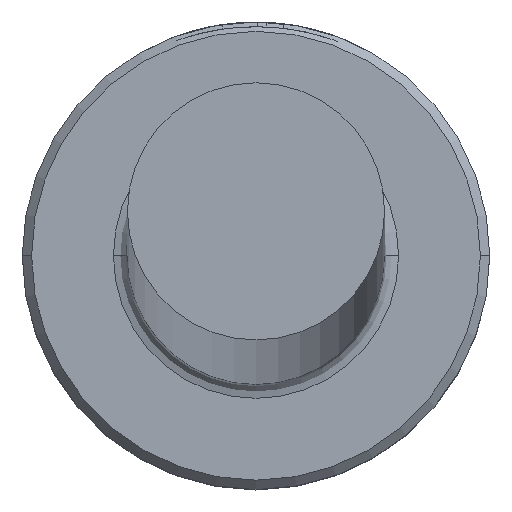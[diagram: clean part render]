
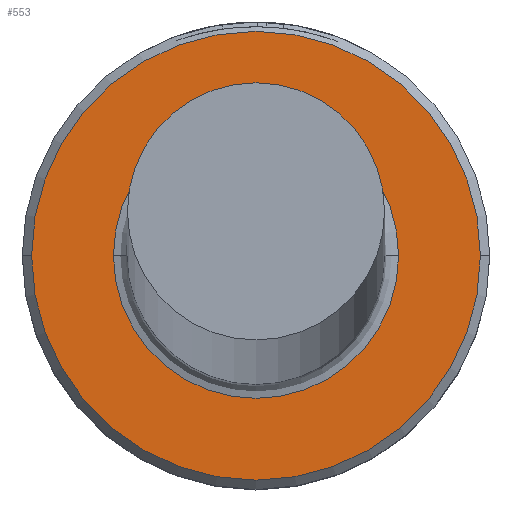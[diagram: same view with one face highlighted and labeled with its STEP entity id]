
A CAD part, top view. The second image highlights one B-rep face of the part: STEP entity #553.
In plain terms, the highlighted planar face has unit normal (0, 0, 1).
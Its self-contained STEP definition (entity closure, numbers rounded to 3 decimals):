
#7 = FACE_OUTER_BOUND ( 'NONE', #488, .T. ) ;
#21 = CARTESIAN_POINT ( 'NONE',  ( 3.05, 0., 6. ) ) ;
#41 = AXIS2_PLACEMENT_3D ( 'NONE', #626, #42, #716 ) ;
#42 = DIRECTION ( 'NONE',  ( 0., 0., -1. ) ) ;
#95 = DIRECTION ( 'NONE',  ( 1., 0., 0. ) ) ;
#103 = VERTEX_POINT ( 'NONE', #450 ) ;
#134 = EDGE_CURVE ( 'NONE', #953, #103, #228, .T. ) ;
#142 = CARTESIAN_POINT ( 'NONE',  ( 0., 0., 6. ) ) ;
#162 = AXIS2_PLACEMENT_3D ( 'NONE', #1149, #664, #95 ) ;
#164 = CARTESIAN_POINT ( 'NONE',  ( 0., 0., 6. ) ) ;
#169 = DIRECTION ( 'NONE',  ( 0., 0., 1. ) ) ;
#178 = DIRECTION ( 'NONE',  ( 1., 0., 0. ) ) ;
#189 = VERTEX_POINT ( 'NONE', #21 ) ;
#190 = CIRCLE ( 'NONE', #41, 3.05 ) ;
#228 = CIRCLE ( 'NONE', #607, 4.8 ) ;
#229 = VERTEX_POINT ( 'NONE', #1073 ) ;
#239 = DIRECTION ( 'NONE',  ( -1., 0., 0. ) ) ;
#315 = CIRCLE ( 'NONE', #735, 3.05 ) ;
#338 = PLANE ( 'NONE',  #1161 ) ;
#344 = ORIENTED_EDGE ( 'NONE', *, *, #408, .T. ) ;
#356 = FACE_BOUND ( 'NONE', #1036, .T. ) ;
#408 = EDGE_CURVE ( 'NONE', #103, #953, #1128, .T. ) ;
#435 = DIRECTION ( 'NONE',  ( 1., 0., 0. ) ) ;
#450 = CARTESIAN_POINT ( 'NONE',  ( 4.8, 0., 6. ) ) ;
#488 = EDGE_LOOP ( 'NONE', ( #1079, #344 ) ) ;
#523 = EDGE_CURVE ( 'NONE', #229, #189, #315, .T. ) ;
#553 = ADVANCED_FACE ( 'NONE', ( #7, #356 ), #338, .T. ) ;
#570 = ORIENTED_EDGE ( 'NONE', *, *, #523, .T. ) ;
#607 = AXIS2_PLACEMENT_3D ( 'NONE', #164, #169, #178 ) ;
#622 = CARTESIAN_POINT ( 'NONE',  ( 0., 0., 6. ) ) ;
#626 = CARTESIAN_POINT ( 'NONE',  ( 0., 0., 6. ) ) ;
#664 = DIRECTION ( 'NONE',  ( 0., 0., 1. ) ) ;
#716 = DIRECTION ( 'NONE',  ( -1., 0., 0. ) ) ;
#735 = AXIS2_PLACEMENT_3D ( 'NONE', #142, #798, #239 ) ;
#798 = DIRECTION ( 'NONE',  ( 0., 0., -1. ) ) ;
#927 = ORIENTED_EDGE ( 'NONE', *, *, #946, .T. ) ;
#946 = EDGE_CURVE ( 'NONE', #189, #229, #190, .T. ) ;
#953 = VERTEX_POINT ( 'NONE', #1111 ) ;
#954 = DIRECTION ( 'NONE',  ( 0., 0., 1. ) ) ;
#1036 = EDGE_LOOP ( 'NONE', ( #570, #927 ) ) ;
#1073 = CARTESIAN_POINT ( 'NONE',  ( -3.05, 0., 6. ) ) ;
#1079 = ORIENTED_EDGE ( 'NONE', *, *, #134, .T. ) ;
#1111 = CARTESIAN_POINT ( 'NONE',  ( -4.8, 0., 6. ) ) ;
#1128 = CIRCLE ( 'NONE', #162, 4.8 ) ;
#1149 = CARTESIAN_POINT ( 'NONE',  ( 0., 0., 6. ) ) ;
#1161 = AXIS2_PLACEMENT_3D ( 'NONE', #622, #954, #435 ) ;
